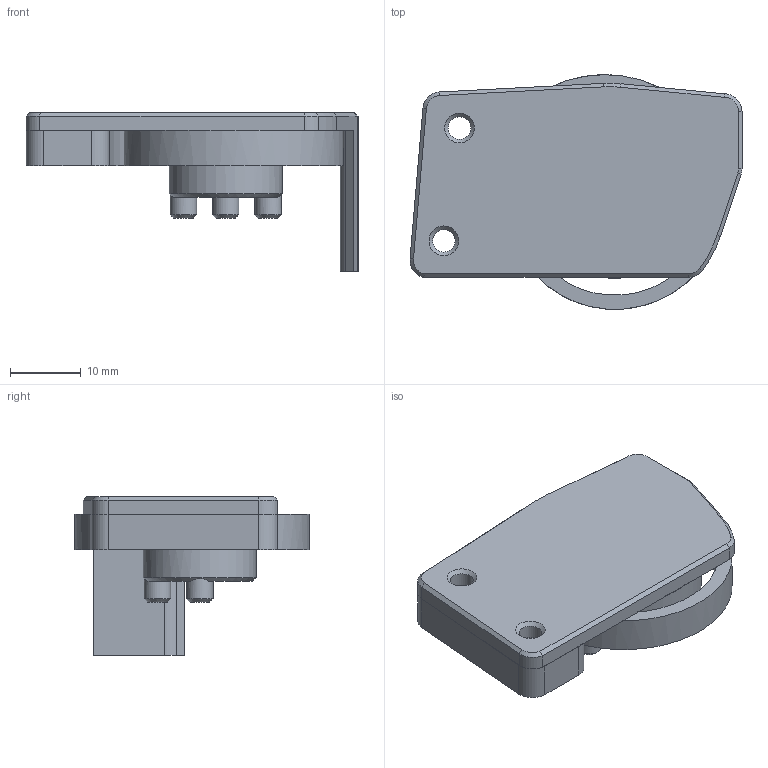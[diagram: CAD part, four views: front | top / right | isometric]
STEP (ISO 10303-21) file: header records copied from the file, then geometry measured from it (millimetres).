
FILE_DESCRIPTION(/* description */ (''),/* implementation_level */ '2;1');
FILE_NAME(/* name */ 'Gripper spring.step',/* time_stamp */ '2025-04-01T16:07:16+02:00',/* author */ (''),/* organization */ (''),/* preprocessor_version */ 'ST-DEVELOPER v20.1',/* originating_system */ 'Autodesk Translation Framework v14.4.0.0',/* authorisation */ '');
FILE_SCHEMA (('AUTOMOTIVE_DESIGN { 1 0 10303 214 3 1 1 }'));
Length unit declared in the file: millimetre
Products named in the file (2): Gripper spring; spring cap
Assembly tree (1 placements, depth 2):
  Gripper spring
    spring cap
Bounding box: 47 x 33.22 x 22.5 mm (x, y, z)
Volume: 8459.6 mm3; surface area: 7481.1 mm2
Topology: 2 solids, 2 shells, 66 faces, 164 edges, 102 vertices
Faces by surface type: plane 28, cylinder 21, cone 15, bspline 2
Full cylindrical faces by diameter (mm): 3.2 x4, 3.75 x3, 16 x1
Entity records: 2480 total; most frequent: CARTESIAN_POINT 829, DIRECTION 346, ORIENTED_EDGE 324, EDGE_CURVE 162, AXIS2_PLACEMENT_3D 129, VERTEX_POINT 102, LINE 88, VECTOR 88
